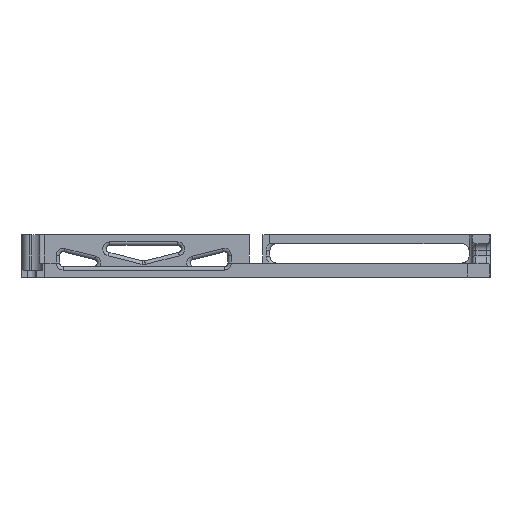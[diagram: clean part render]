
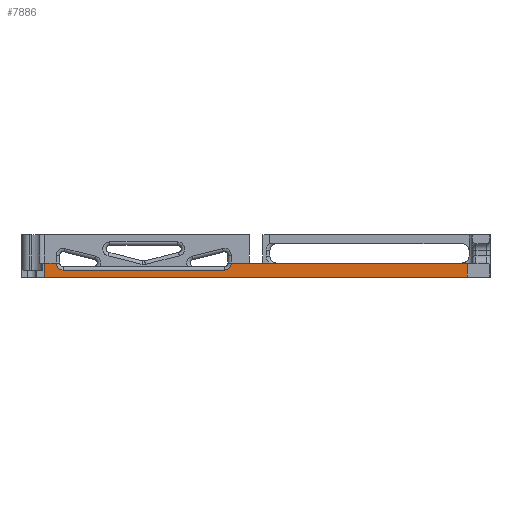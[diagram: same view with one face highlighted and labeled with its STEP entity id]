
A CAD part, left-side view. The second image highlights one B-rep face of the part: STEP entity #7886.
In plain terms, the highlighted planar face has unit normal (-1, 0, 0).
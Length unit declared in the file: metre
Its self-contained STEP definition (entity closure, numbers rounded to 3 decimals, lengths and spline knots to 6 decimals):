
#412=LINE('',#12269,#1007);
#487=LINE('',#12522,#1082);
#537=LINE('',#12688,#1132);
#624=LINE('',#12933,#1219);
#628=LINE('',#12949,#1223);
#629=LINE('',#12953,#1224);
#1007=VECTOR('',#9467,1.);
#1082=VECTOR('',#9642,1.);
#1132=VECTOR('',#9770,1.);
#1219=VECTOR('',#9933,1.);
#1223=VECTOR('',#9947,1.);
#1224=VECTOR('',#9950,1.);
#1948=ORIENTED_EDGE('',*,*,#4399,.T.);
#1949=ORIENTED_EDGE('',*,*,#4400,.T.);
#1950=ORIENTED_EDGE('',*,*,#4391,.T.);
#1951=ORIENTED_EDGE('',*,*,#4078,.T.);
#1952=ORIENTED_EDGE('',*,*,#4285,.F.);
#1953=ORIENTED_EDGE('',*,*,#4201,.F.);
#1954=ORIENTED_EDGE('',*,*,#4401,.T.);
#1955=ORIENTED_EDGE('',*,*,#4402,.T.);
#4078=EDGE_CURVE('',#5315,#5314,#412,.T.);
#4201=EDGE_CURVE('',#5437,#5427,#487,.T.);
#4285=EDGE_CURVE('',#5427,#5314,#537,.T.);
#4391=EDGE_CURVE('',#5605,#5315,#624,.T.);
#4399=EDGE_CURVE('',#5612,#5613,#628,.T.);
#4400=EDGE_CURVE('',#5613,#5605,#6151,.F.);
#4401=EDGE_CURVE('',#5437,#5614,#629,.T.);
#4402=EDGE_CURVE('',#5614,#5612,#6152,.F.);
#5314=VERTEX_POINT('',#12268);
#5315=VERTEX_POINT('',#12270);
#5427=VERTEX_POINT('',#12501);
#5437=VERTEX_POINT('',#12521);
#5605=VERTEX_POINT('',#12934);
#5612=VERTEX_POINT('',#12950);
#5613=VERTEX_POINT('',#12951);
#5614=VERTEX_POINT('',#12954);
#6151=CIRCLE('',#8486,0.002);
#6152=CIRCLE('',#8487,0.002);
#6725=EDGE_LOOP('',(#1948,#1949,#1950,#1951,#1952,#1953,#1954,#1955));
#7258=FACE_BOUND('',#6725,.T.);
#7761=PLANE('',#8485);
#7886=ADVANCED_FACE('',(#7258),#7761,.T.);
#8485=AXIS2_PLACEMENT_3D('',#12948,#9945,#9946);
#8486=AXIS2_PLACEMENT_3D('',#12952,#9948,#9949);
#8487=AXIS2_PLACEMENT_3D('',#12955,#9951,#9952);
#9467=DIRECTION('',(0.,0.,-1.));
#9642=DIRECTION('',(0.,0.,-1.));
#9770=DIRECTION('',(0.,1.,0.));
#9933=DIRECTION('',(0.,1.,0.));
#9945=DIRECTION('',(-1.,0.,0.));
#9946=DIRECTION('',(0.,0.,1.));
#9947=DIRECTION('',(0.,1.,0.));
#9948=DIRECTION('',(-1.,0.,0.));
#9949=DIRECTION('',(0.,0.,1.));
#9950=DIRECTION('',(0.,1.,0.));
#9951=DIRECTION('',(-1.,0.,0.));
#9952=DIRECTION('',(0.,0.,1.));
#12268=CARTESIAN_POINT('',(0.357,-0.023468,-0.008362));
#12269=CARTESIAN_POINT('',(0.357,-0.023468,-0.006362));
#12270=CARTESIAN_POINT('',(0.357,-0.023468,-0.004362));
#12501=CARTESIAN_POINT('',(0.357,-0.143467,-0.008362));
#12521=CARTESIAN_POINT('',(0.357,-0.143467,-0.004362));
#12522=CARTESIAN_POINT('',(0.357,-0.143467,-0.006362));
#12688=CARTESIAN_POINT('',(0.357,-0.137192,-0.008362));
#12933=CARTESIAN_POINT('',(0.357,-0.137192,-0.004362));
#12934=CARTESIAN_POINT('',(0.357,-0.026661,-0.004362));
#12948=CARTESIAN_POINT('',(0.357,-0.137192,-0.006362));
#12949=CARTESIAN_POINT('',(0.357,-0.028661,-0.006362));
#12950=CARTESIAN_POINT('',(0.357,-0.074468,-0.006362));
#12951=CARTESIAN_POINT('',(0.357,-0.028661,-0.006362));
#12952=CARTESIAN_POINT('',(0.357,-0.028661,-0.004362));
#12953=CARTESIAN_POINT('',(0.357,-0.137192,-0.004362));
#12954=CARTESIAN_POINT('',(0.357,-0.076468,-0.004362));
#12955=CARTESIAN_POINT('',(0.357,-0.074468,-0.004362));
